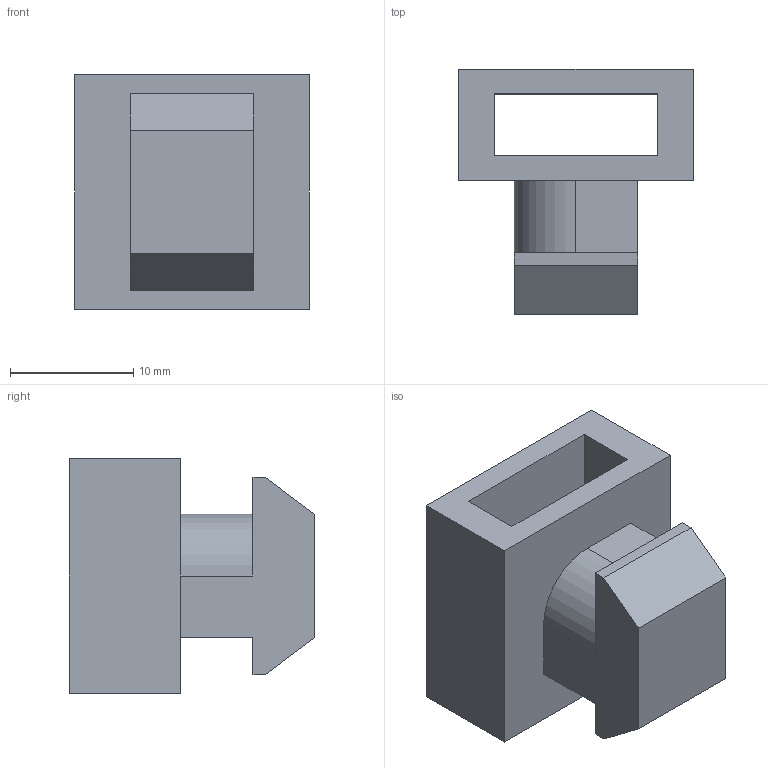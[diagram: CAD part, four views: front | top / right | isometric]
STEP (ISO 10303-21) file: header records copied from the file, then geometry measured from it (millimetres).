
FILE_DESCRIPTION(/* description */ ('STEP AP214'),/* implementation_level */ '2;1');
FILE_NAME(/* name */ '093050',/* time_stamp */ '2023-02-17T09:44:39+01:00',/* author */ ('License CC BY-ND 4.0'),/* organization */ ('CADENAS'),/* preprocessor_version */ 'ST-DEVELOPER v18.102',/* originating_system */ 'PARTsolutions',/* authorisation */ ' ');
FILE_SCHEMA (('AUTOMOTIVE_DESIGN {1 0 10303 214 3 1 1}'));
Length unit declared in the file: millimetre
Products named in the file (1): 093050
Bounding box: 19 x 19.9 x 19 mm (x, y, z)
Volume: 3192.2 mm3; surface area: 2516.5 mm2
Topology: 1 solids, 1 shells, 23 faces, 60 edges, 40 vertices
Faces by surface type: plane 21, cylinder 2
Entity records: 732 total; most frequent: CARTESIAN_POINT 124, ORIENTED_EDGE 120, DIRECTION 112, EDGE_CURVE 60, LINE 56, VECTOR 56, VERTEX_POINT 40, AXIS2_PLACEMENT_3D 28
